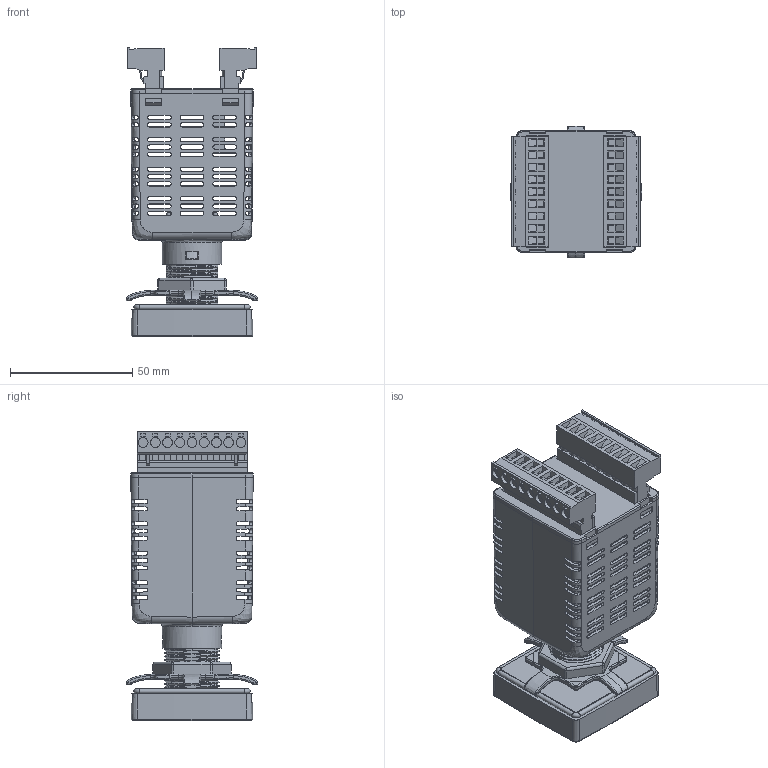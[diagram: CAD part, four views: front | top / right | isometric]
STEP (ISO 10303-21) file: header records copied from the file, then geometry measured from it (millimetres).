
FILE_DESCRIPTION(/* description */ ('Unknown'),/* implementation_level */ '2;1');
FILE_NAME(/* name */ 'ELK22S_SEMPL',/* time_stamp */ '2025-09-19T14:47:03+02:00',/* author */ ('Unknown'),/* organization */ ('Unknown'),/* preprocessor_version */ 'ST-DEVELOPER v18.102',/* originating_system */ 'Solid Edge',/* authorisation */ 'Unknown');
FILE_SCHEMA (('AUTOMOTIVE_DESIGN {1 0 10303 214 3 1 1}'));
Products named in the file (1): ELK22S_SEMPL
Bounding box: 53.94 x 53.94 x 118.25 mm (x, y, z)
Volume: 58587.7 mm3; surface area: 65944.9 mm2
Topology: 3 solids, 3 shells, 2033 faces, 5855 edges, 3762 vertices
Faces by surface type: plane 1159, cylinder 451, cone 236, torus 88, bspline 85, sphere 14
Full cylindrical faces by diameter (mm): 1 x12, 1.5 x2, 2 x4, 4 x18, 18.1 x1, 21.1 x3, 24.3 x1
Entity records: 109368 total; most frequent: CARTESIAN_POINT 46306, ORIENTED_EDGE 11536, DIRECTION 8266, EDGE_CURVE 5768, VERTEX_POINT 3751, LINE 3470, VECTOR 3470, AXIS2_PLACEMENT_3D 2398
